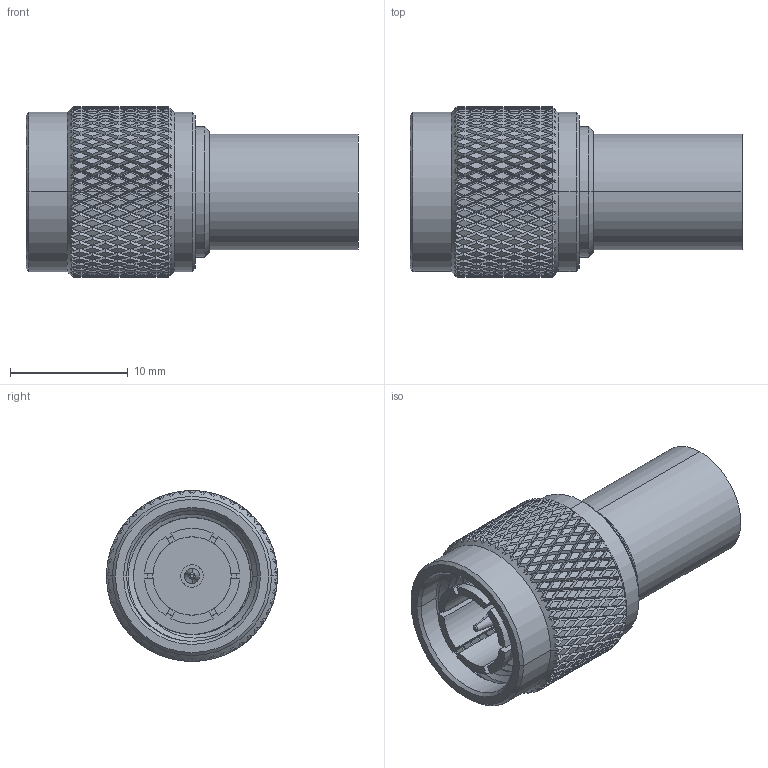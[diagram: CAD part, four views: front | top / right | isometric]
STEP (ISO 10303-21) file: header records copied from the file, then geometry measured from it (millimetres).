
FILE_DESCRIPTION (( 'STEP AP203' ), '1' );
FILE_NAME ('PE44162.step', '2019-05-09T18:26:28', ( '' ), ( '' ), 'SwSTEP 2.0', 'SolidWorks 2018', '' );
FILE_SCHEMA (( 'CONFIG_CONTROL_DESIGN' ));
Length unit declared in the file: inch
Products named in the file (1): PE44162
Bounding box: 28.19 x 14.5 x 14.5 mm (x, y, z)
Volume: 1940.1 mm3; surface area: 3167.2 mm2
Topology: 3 solids, 3 shells, 2366 faces, 5035 edges, 2681 vertices
Faces by surface type: bspline 1805, cylinder 498, plane 37, cone 26
Entity records: 90749 total; most frequent: CARTESIAN_POINT 60089, ORIENTED_EDGE 10070, EDGE_CURVE 5035, VERTEX_POINT 2681, EDGE_LOOP 2374, FACE_OUTER_BOUND 2366, ADVANCED_FACE 2366, B_SPLINE_CURVE_WITH_KNOTS 2156
